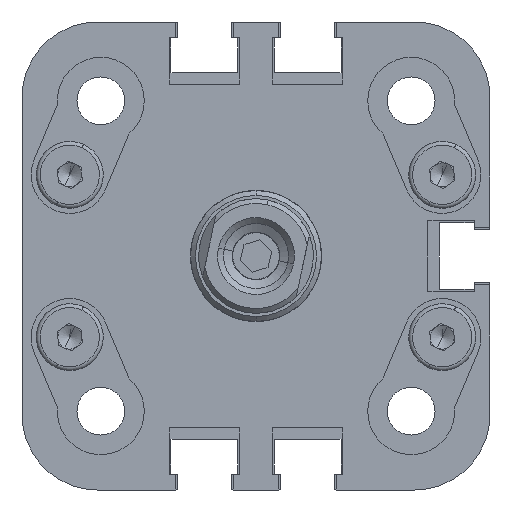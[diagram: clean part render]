
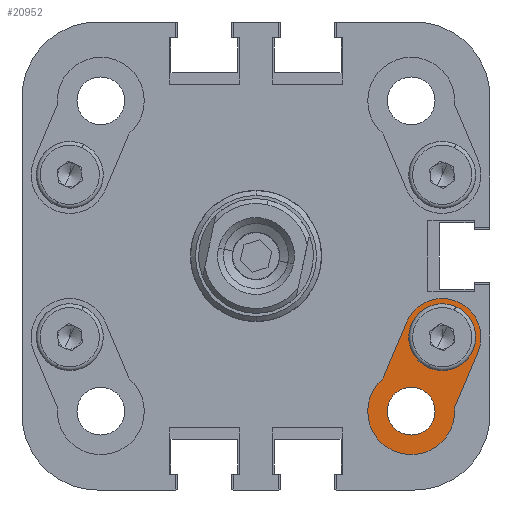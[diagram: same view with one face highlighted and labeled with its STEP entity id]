
A CAD part, left-side view. The second image highlights one B-rep face of the part: STEP entity #20952.
In plain terms, the highlighted face is planar.
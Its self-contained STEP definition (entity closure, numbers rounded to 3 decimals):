
#890 = CARTESIAN_POINT ( 'NONE',  ( -4.5, -16.25, 16.25 ) ) ;
#1179 = CARTESIAN_POINT ( 'NONE',  ( -4.5, -23.235, 10.066 ) ) ;
#1234 = EDGE_CURVE ( 'NONE', #3109, #4948, #9379, .T. ) ;
#2187 = LINE ( 'NONE', #13081, #12741 ) ;
#2230 = DIRECTION ( 'NONE',  ( 1., 0., 0. ) ) ;
#2327 = DIRECTION ( 'NONE',  ( 0., 0., -1. ) ) ;
#3002 = CARTESIAN_POINT ( 'NONE',  ( -4.5, -19.5, 8.5 ) ) ;
#3109 = VERTEX_POINT ( 'NONE', #6363 ) ;
#3189 = CIRCLE ( 'NONE', #15607, 4.55 ) ;
#3332 = EDGE_CURVE ( 'NONE', #15401, #10696, #19237, .T. ) ;
#3519 = CARTESIAN_POINT ( 'NONE',  ( -4.5, -15.765, 6.934 ) ) ;
#3920 = DIRECTION ( 'NONE',  ( 0., 0.387, 0.922 ) ) ;
#3997 = EDGE_LOOP ( 'NONE', ( #21323, #16905 ) ) ;
#4011 = EDGE_CURVE ( 'NONE', #9967, #12429, #3189, .T. ) ;
#4602 = FACE_BOUND ( 'NONE', #3997, .T. ) ;
#4696 = EDGE_CURVE ( 'NONE', #4948, #3109, #7990, .T. ) ;
#4948 = VERTEX_POINT ( 'NONE', #13685 ) ;
#5680 = DIRECTION ( 'NONE',  ( 1., 0., 0. ) ) ;
#5918 = AXIS2_PLACEMENT_3D ( 'NONE', #8752, #8646, #11896 ) ;
#6013 = DIRECTION ( 'NONE',  ( -1., 0., 0. ) ) ;
#6123 = CARTESIAN_POINT ( 'NONE',  ( -4.5, -19.5, 8.5 ) ) ;
#6291 = EDGE_CURVE ( 'NONE', #10103, #9031, #20297, .T. ) ;
#6363 = CARTESIAN_POINT ( 'NONE',  ( -4.5, -19.5, 5.85 ) ) ;
#6578 = DIRECTION ( 'NONE',  ( 0., 0., -1. ) ) ;
#7152 = LINE ( 'NONE', #20304, #8434 ) ;
#7304 = DIRECTION ( 'NONE',  ( 1., 0., 0. ) ) ;
#7783 = EDGE_CURVE ( 'NONE', #10696, #15401, #13720, .T. ) ;
#7852 = CARTESIAN_POINT ( 'NONE',  ( -4.5, -16.85, 8.5 ) ) ;
#7990 = CIRCLE ( 'NONE', #5918, 2.65 ) ;
#8022 = VERTEX_POINT ( 'NONE', #3519 ) ;
#8377 = CARTESIAN_POINT ( 'NONE',  ( -4.5, -16.25, 13.75 ) ) ;
#8434 = VECTOR ( 'NONE', #13957, 1000. ) ;
#8646 = DIRECTION ( 'NONE',  ( 1., 0., 0. ) ) ;
#8738 = DIRECTION ( 'NONE',  ( 0., 0., 1. ) ) ;
#8752 = CARTESIAN_POINT ( 'NONE',  ( -4.5, -19.5, 8.5 ) ) ;
#8821 = EDGE_LOOP ( 'NONE', ( #12027, #19873, #16015, #11437, #16835 ) ) ;
#8956 = CARTESIAN_POINT ( 'NONE',  ( -4.5, -16.25, 16.25 ) ) ;
#9031 = VERTEX_POINT ( 'NONE', #9146 ) ;
#9146 = CARTESIAN_POINT ( 'NONE',  ( -4.5, -19.5, 4.45 ) ) ;
#9379 = CIRCLE ( 'NONE', #17370, 2.65 ) ;
#9920 = EDGE_CURVE ( 'NONE', #9967, #8022, #7152, .T. ) ;
#9967 = VERTEX_POINT ( 'NONE', #10505 ) ;
#10029 = DIRECTION ( 'NONE',  ( 1., 0., 0. ) ) ;
#10103 = VERTEX_POINT ( 'NONE', #1179 ) ;
#10356 = CARTESIAN_POINT ( 'NONE',  ( -4.5, -16.25, 18.75 ) ) ;
#10488 = AXIS2_PLACEMENT_3D ( 'NONE', #18310, #10029, #6578 ) ;
#10505 = CARTESIAN_POINT ( 'NONE',  ( -4.5, -13.317, 12.771 ) ) ;
#10696 = VERTEX_POINT ( 'NONE', #10356 ) ;
#11437 = ORIENTED_EDGE ( 'NONE', *, *, #9920, .F. ) ;
#11896 = DIRECTION ( 'NONE',  ( 0., 0., -1. ) ) ;
#11926 = AXIS2_PLACEMENT_3D ( 'NONE', #12294, #7304, #12186 ) ;
#11999 = ORIENTED_EDGE ( 'NONE', *, *, #7783, .F. ) ;
#12027 = ORIENTED_EDGE ( 'NONE', *, *, #19635, .F. ) ;
#12186 = DIRECTION ( 'NONE',  ( 0., 0., 1. ) ) ;
#12294 = CARTESIAN_POINT ( 'NONE',  ( -4.5, -16.25, 16.25 ) ) ;
#12429 = VERTEX_POINT ( 'NONE', #16593 ) ;
#12581 = EDGE_CURVE ( 'NONE', #9031, #8022, #14621, .T. ) ;
#12741 = VECTOR ( 'NONE', #3920, 1000. ) ;
#13081 = CARTESIAN_POINT ( 'NONE',  ( -4.5, -19.985, 17.816 ) ) ;
#13685 = CARTESIAN_POINT ( 'NONE',  ( -4.5, -19.5, 11.15 ) ) ;
#13720 = CIRCLE ( 'NONE', #19318, 2.5 ) ;
#13957 = DIRECTION ( 'NONE',  ( 0., -0.387, -0.922 ) ) ;
#14107 = DIRECTION ( 'NONE',  ( 1., 0., 0. ) ) ;
#14356 = AXIS2_PLACEMENT_3D ( 'NONE', #3002, #18077, #14470 ) ;
#14467 = DIRECTION ( 'NONE',  ( 0., 0., 1. ) ) ;
#14470 = DIRECTION ( 'NONE',  ( 0., 0., -1. ) ) ;
#14621 = CIRCLE ( 'NONE', #10488, 4.05 ) ;
#15401 = VERTEX_POINT ( 'NONE', #8377 ) ;
#15607 = AXIS2_PLACEMENT_3D ( 'NONE', #890, #14107, #19143 ) ;
#15876 = AXIS2_PLACEMENT_3D ( 'NONE', #7852, #6013, #14467 ) ;
#16015 = ORIENTED_EDGE ( 'NONE', *, *, #12581, .T. ) ;
#16092 = FACE_BOUND ( 'NONE', #17604, .T. ) ;
#16593 = CARTESIAN_POINT ( 'NONE',  ( -4.5, -20.787, 15.904 ) ) ;
#16835 = ORIENTED_EDGE ( 'NONE', *, *, #4011, .T. ) ;
#16905 = ORIENTED_EDGE ( 'NONE', *, *, #4696, .F. ) ;
#17370 = AXIS2_PLACEMENT_3D ( 'NONE', #6123, #5680, #2327 ) ;
#17604 = EDGE_LOOP ( 'NONE', ( #21429, #11999 ) ) ;
#17864 = PLANE ( 'NONE',  #15876 ) ;
#18077 = DIRECTION ( 'NONE',  ( 1., 0., 0. ) ) ;
#18310 = CARTESIAN_POINT ( 'NONE',  ( -4.5, -19.5, 8.5 ) ) ;
#19143 = DIRECTION ( 'NONE',  ( 0., 0., -1. ) ) ;
#19237 = CIRCLE ( 'NONE', #11926, 2.5 ) ;
#19318 = AXIS2_PLACEMENT_3D ( 'NONE', #8956, #2230, #8738 ) ;
#19635 = EDGE_CURVE ( 'NONE', #10103, #12429, #2187, .T. ) ;
#19873 = ORIENTED_EDGE ( 'NONE', *, *, #6291, .T. ) ;
#20297 = CIRCLE ( 'NONE', #14356, 4.05 ) ;
#20304 = CARTESIAN_POINT ( 'NONE',  ( -4.5, -12.515, 14.684 ) ) ;
#20916 = FACE_OUTER_BOUND ( 'NONE', #8821, .T. ) ;
#20952 = ADVANCED_FACE ( 'NONE', ( #16092, #4602, #20916 ), #17864, .F. ) ;
#21323 = ORIENTED_EDGE ( 'NONE', *, *, #1234, .F. ) ;
#21429 = ORIENTED_EDGE ( 'NONE', *, *, #3332, .F. ) ;
